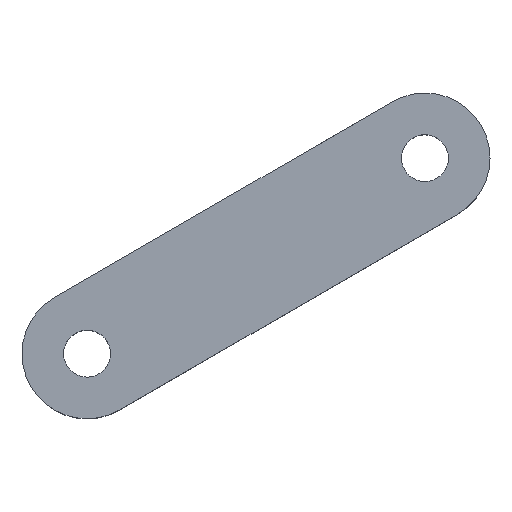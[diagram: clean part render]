
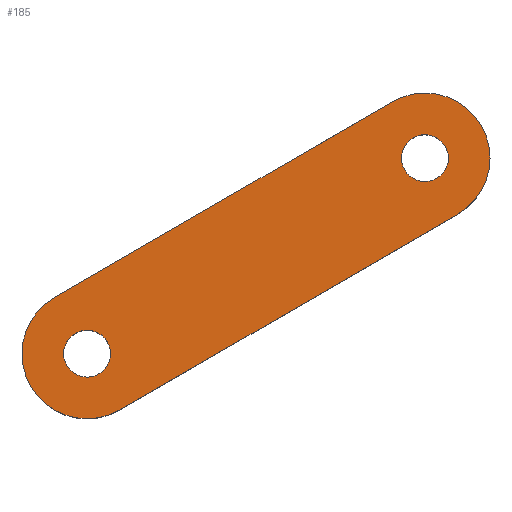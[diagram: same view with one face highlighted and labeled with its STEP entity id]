
A CAD part, top view. The second image highlights one B-rep face of the part: STEP entity #185.
In plain terms, the highlighted planar face has unit normal (0, 0, 1).
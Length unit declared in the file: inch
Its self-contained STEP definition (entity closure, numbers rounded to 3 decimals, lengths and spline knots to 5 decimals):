
#21=FACE_BOUND('',#40,.T.);
#22=FACE_BOUND('',#41,.T.);
#29=FACE_OUTER_BOUND('',#39,.T.);
#39=EDGE_LOOP('',(#133,#134,#135,#136));
#40=EDGE_LOOP('',(#137));
#41=EDGE_LOOP('',(#138));
#57=LINE('',#295,#69);
#58=LINE('',#298,#70);
#69=VECTOR('',#237,0.3937);
#70=VECTOR('',#240,0.3937);
#81=CIRCLE('',#210,0.25);
#82=CIRCLE('',#211,0.25);
#83=CIRCLE('',#212,0.09);
#84=CIRCLE('',#213,0.09);
#93=VERTEX_POINT('',#291);
#94=VERTEX_POINT('',#292);
#95=VERTEX_POINT('',#294);
#96=VERTEX_POINT('',#296);
#97=VERTEX_POINT('',#299);
#98=VERTEX_POINT('',#301);
#109=EDGE_CURVE('',#93,#94,#81,.T.);
#110=EDGE_CURVE('',#95,#93,#57,.T.);
#111=EDGE_CURVE('',#96,#95,#82,.T.);
#112=EDGE_CURVE('',#94,#96,#58,.T.);
#113=EDGE_CURVE('',#97,#97,#83,.T.);
#114=EDGE_CURVE('',#98,#98,#84,.T.);
#133=ORIENTED_EDGE('',*,*,#109,.F.);
#134=ORIENTED_EDGE('',*,*,#110,.F.);
#135=ORIENTED_EDGE('',*,*,#111,.F.);
#136=ORIENTED_EDGE('',*,*,#112,.F.);
#137=ORIENTED_EDGE('',*,*,#113,.F.);
#138=ORIENTED_EDGE('',*,*,#114,.F.);
#181=PLANE('',#209);
#185=ADVANCED_FACE('',(#29,#21,#22),#181,.T.);
#209=AXIS2_PLACEMENT_3D('',#290,#233,#234);
#210=AXIS2_PLACEMENT_3D('',#293,#235,#236);
#211=AXIS2_PLACEMENT_3D('',#297,#238,#239);
#212=AXIS2_PLACEMENT_3D('',#300,#241,#242);
#213=AXIS2_PLACEMENT_3D('',#302,#243,#244);
#233=DIRECTION('center_axis',(0.,0.,1.));
#234=DIRECTION('ref_axis',(1.,0.,0.));
#235=DIRECTION('center_axis',(0.,0.,-1.));
#236=DIRECTION('ref_axis',(1.,0.,0.));
#237=DIRECTION('',(-0.865,-0.501,0.));
#238=DIRECTION('center_axis',(0.,0.,-1.));
#239=DIRECTION('ref_axis',(1.,0.,0.));
#240=DIRECTION('',(0.865,0.501,0.));
#241=DIRECTION('center_axis',(0.,0.,1.));
#242=DIRECTION('ref_axis',(1.,0.,0.));
#243=DIRECTION('center_axis',(0.,0.,1.));
#244=DIRECTION('ref_axis',(1.,0.,0.));
#290=CARTESIAN_POINT('Origin',(0.54771,0.67491,0.4));
#291=CARTESIAN_POINT('',(0.02386,0.0828,0.4));
#292=CARTESIAN_POINT('',(-0.22663,0.51553,0.4));
#293=CARTESIAN_POINT('Origin',(-0.10138,0.29917,0.4));
#294=CARTESIAN_POINT('',(1.32205,0.83428,0.4));
#295=CARTESIAN_POINT('',(0.34841,0.27067,0.4));
#296=CARTESIAN_POINT('',(1.07155,1.26701,0.4));
#297=CARTESIAN_POINT('Origin',(1.1968,1.05065,0.4));
#298=CARTESIAN_POINT('',(0.74701,1.07914,0.4));
#299=CARTESIAN_POINT('',(-0.19138,0.29917,0.4));
#300=CARTESIAN_POINT('Origin',(-0.10138,0.29917,0.4));
#301=CARTESIAN_POINT('',(1.1068,1.05065,0.4));
#302=CARTESIAN_POINT('Origin',(1.1968,1.05065,0.4));
